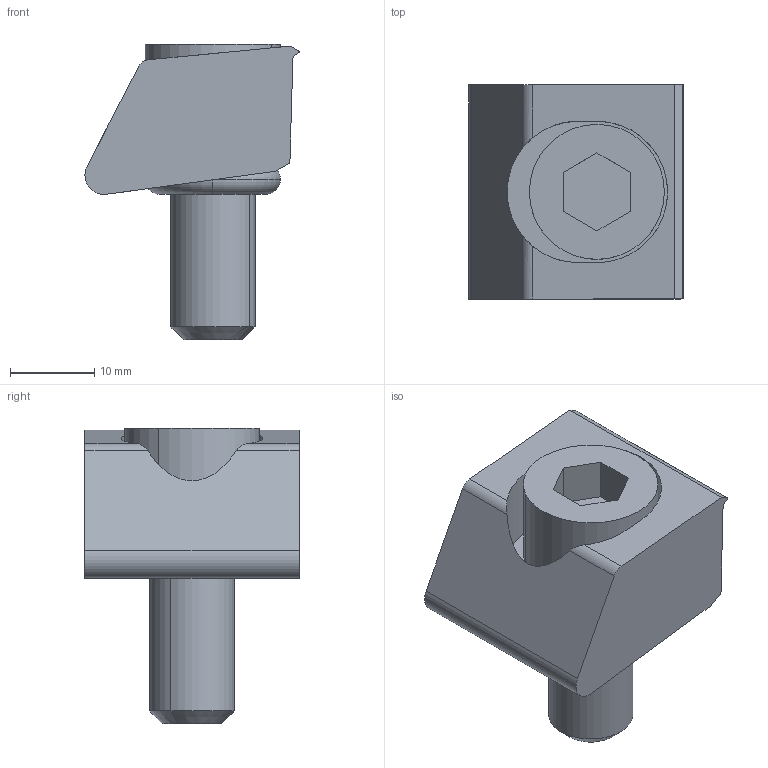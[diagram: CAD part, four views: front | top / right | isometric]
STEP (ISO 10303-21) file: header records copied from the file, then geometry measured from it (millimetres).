
FILE_DESCRIPTION (( 'STEP AP203' ), '1' );
FILE_NAME ('mbsc10a.STEP', '2021-10-26T02:39:54', ( '' ), ( '' ), 'SwSTEP 2.0', 'SolidWorks 2020', '' );
FILE_SCHEMA (( 'CONFIG_CONTROL_DESIGN' ));
Length unit declared in the file: millimetre
Products named in the file (4): mbsc10a_03; mbsc10a; mbsc10a_01; mbsc10a_02
Assembly tree (3 placements, depth 2):
  mbsc10a
    mbsc10a_01
    mbsc10a_02
    mbsc10a_03
Bounding box: 25.4 x 25.4 x 35 mm (x, y, z)
Volume: 9414.7 mm3; surface area: 5220 mm2
Topology: 3 solids, 3 shells, 44 faces, 108 edges, 70 vertices
Faces by surface type: plane 24, cylinder 14, torus 4, cone 2
Entity records: 1732 total; most frequent: CARTESIAN_POINT 264, DIRECTION 232, ORIENTED_EDGE 216, EDGE_CURVE 108, AXIS2_PLACEMENT_3D 82, VERTEX_POINT 70, VECTOR 68, LINE 68
